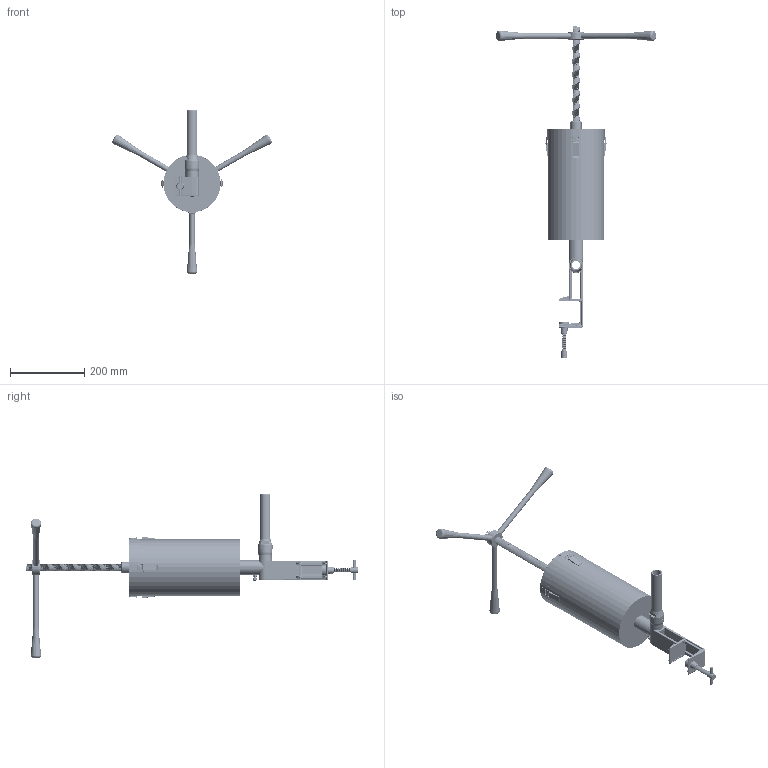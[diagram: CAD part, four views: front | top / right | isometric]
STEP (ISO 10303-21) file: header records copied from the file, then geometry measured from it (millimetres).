
FILE_DESCRIPTION(('FreeCAD Model'),'2;1');
FILE_NAME('Open CASCADE Shape Model','2025-05-09T04:28:49',('FreeCAD'),( 'FreeCAD'),'Open CASCADE STEP processor 7.6','FreeCAD','Unknown');
FILE_SCHEMA(('AUTOMOTIVE_DESIGN { 1 0 10303 214 1 1 1 1 }'));
Products named in the file (1): Open CASCADE STEP translator 7.6 1
Bounding box: 431.27 x 894.47 x 440 mm (x, y, z)
Volume: 804282 mm3; surface area: 749111.6 mm2
Topology: 41 solids, 59 shells, 1927 faces, 5545 edges, 3696 vertices
Faces by surface type: cylinder 1136, plane 288, cone 221, torus 169, bspline 81, sphere 30, revolution 2
Entity records: 310573 total; most frequent: CARTESIAN_POINT 261453, ORIENTED_EDGE 10888, DIRECTION 9043, EDGE_CURVE 5506, VERTEX_POINT 3696, AXIS2_PLACEMENT_3D 3620, FACE_BOUND 2574, EDGE_LOOP 2574
